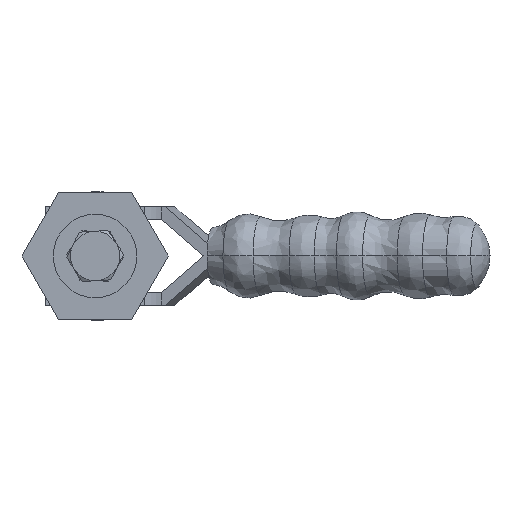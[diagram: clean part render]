
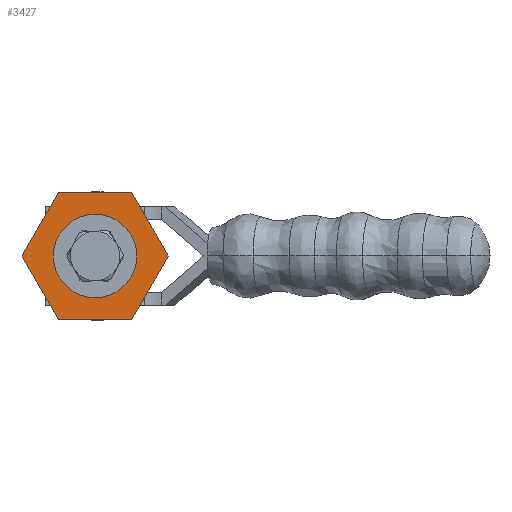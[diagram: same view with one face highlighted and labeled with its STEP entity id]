
A CAD part, left-side view. The second image highlights one B-rep face of the part: STEP entity #3427.
In plain terms, the highlighted planar face has unit normal (-1, 0, 0).
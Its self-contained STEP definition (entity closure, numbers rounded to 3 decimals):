
#39 = EDGE_LOOP ( 'NONE', ( #5209, #9271, #5705, #1604, #2685, #1347 ) ) ;
#229 = EDGE_CURVE ( 'NONE', #3743, #9811, #5387, .T. ) ;
#519 = VERTEX_POINT ( 'NONE', #2720 ) ;
#1296 = CIRCLE ( 'NONE', #2925, 13.5 ) ;
#1347 = ORIENTED_EDGE ( 'NONE', *, *, #229, .T. ) ;
#1424 = VECTOR ( 'NONE', #8717, 1000. ) ;
#1515 = DIRECTION ( 'NONE',  ( -1., 0., 0. ) ) ;
#1518 = EDGE_CURVE ( 'NONE', #9811, #519, #9168, .T. ) ;
#1569 = AXIS2_PLACEMENT_3D ( 'NONE', #7213, #2657, #7963 ) ;
#1604 = ORIENTED_EDGE ( 'NONE', *, *, #7961, .T. ) ;
#1638 = VECTOR ( 'NONE', #7956, 1000. ) ;
#1688 = CARTESIAN_POINT ( 'NONE',  ( -36.9, 0., 13.5 ) ) ;
#1800 = PLANE ( 'NONE',  #2710 ) ;
#1845 = EDGE_CURVE ( 'NONE', #6909, #5008, #2464, .T. ) ;
#1855 = EDGE_LOOP ( 'NONE', ( #7643, #2339 ) ) ;
#1879 = CARTESIAN_POINT ( 'NONE',  ( -36.9, 11.836, 20.5 ) ) ;
#2063 = CARTESIAN_POINT ( 'NONE',  ( -36.9, 11.836, -20.5 ) ) ;
#2300 = CARTESIAN_POINT ( 'NONE',  ( -36.9, -23.671, 0. ) ) ;
#2339 = ORIENTED_EDGE ( 'NONE', *, *, #1845, .F. ) ;
#2464 = CIRCLE ( 'NONE', #1569, 13.5 ) ;
#2619 = DIRECTION ( 'NONE',  ( -1., 0., 0. ) ) ;
#2657 = DIRECTION ( 'NONE',  ( -1., 0., 0. ) ) ;
#2685 = ORIENTED_EDGE ( 'NONE', *, *, #3327, .T. ) ;
#2710 = AXIS2_PLACEMENT_3D ( 'NONE', #7178, #2619, #7919 ) ;
#2720 = CARTESIAN_POINT ( 'NONE',  ( -36.9, -11.836, 20.5 ) ) ;
#2925 = AXIS2_PLACEMENT_3D ( 'NONE', #6039, #1515, #6821 ) ;
#3010 = CARTESIAN_POINT ( 'NONE',  ( -36.9, 23.671, 0. ) ) ;
#3327 = EDGE_CURVE ( 'NONE', #7618, #3743, #4271, .T. ) ;
#3416 = CARTESIAN_POINT ( 'NONE',  ( -36.9, 35.507, 20.5 ) ) ;
#3427 = ADVANCED_FACE ( 'NONE', ( #8415, #6375 ), #1800, .T. ) ;
#3441 = LINE ( 'NONE', #1879, #1424 ) ;
#3536 = DIRECTION ( 'NONE',  ( 0., -0.5, 0.866 ) ) ;
#3743 = VERTEX_POINT ( 'NONE', #5383 ) ;
#3756 = VECTOR ( 'NONE', #8788, 1000. ) ;
#4271 = LINE ( 'NONE', #9292, #8297 ) ;
#4487 = CARTESIAN_POINT ( 'NONE',  ( -36.9, 11.836, 20.5 ) ) ;
#4767 = DIRECTION ( 'NONE',  ( 0., -1., 0. ) ) ;
#4798 = CARTESIAN_POINT ( 'NONE',  ( -36.9, -11.836, -20.5 ) ) ;
#5008 = VERTEX_POINT ( 'NONE', #5987 ) ;
#5209 = ORIENTED_EDGE ( 'NONE', *, *, #1518, .T. ) ;
#5383 = CARTESIAN_POINT ( 'NONE',  ( -36.9, -11.836, -20.5 ) ) ;
#5387 = LINE ( 'NONE', #4798, #7171 ) ;
#5705 = ORIENTED_EDGE ( 'NONE', *, *, #9473, .T. ) ;
#5856 = EDGE_CURVE ( 'NONE', #5008, #6909, #1296, .T. ) ;
#5983 = LINE ( 'NONE', #8023, #3756 ) ;
#5987 = CARTESIAN_POINT ( 'NONE',  ( -36.9, 0., -13.5 ) ) ;
#6039 = CARTESIAN_POINT ( 'NONE',  ( -36.9, 0., 0. ) ) ;
#6375 = FACE_BOUND ( 'NONE', #1855, .T. ) ;
#6457 = CARTESIAN_POINT ( 'NONE',  ( -36.9, -23.671, 0. ) ) ;
#6744 = VERTEX_POINT ( 'NONE', #4487 ) ;
#6821 = DIRECTION ( 'NONE',  ( 0., 0., -1. ) ) ;
#6909 = VERTEX_POINT ( 'NONE', #1688 ) ;
#7154 = VECTOR ( 'NONE', #8753, 1000. ) ;
#7171 = VECTOR ( 'NONE', #3536, 1000. ) ;
#7178 = CARTESIAN_POINT ( 'NONE',  ( -36.9, 35.507, -20.5 ) ) ;
#7213 = CARTESIAN_POINT ( 'NONE',  ( -36.9, 0., 0. ) ) ;
#7510 = EDGE_CURVE ( 'NONE', #519, #6744, #9454, .T. ) ;
#7618 = VERTEX_POINT ( 'NONE', #2063 ) ;
#7643 = ORIENTED_EDGE ( 'NONE', *, *, #5856, .F. ) ;
#7919 = DIRECTION ( 'NONE',  ( 0., 0., 1. ) ) ;
#7956 = DIRECTION ( 'NONE',  ( 0., 1., 0. ) ) ;
#7961 = EDGE_CURVE ( 'NONE', #8220, #7618, #5983, .T. ) ;
#7963 = DIRECTION ( 'NONE',  ( 0., 0., -1. ) ) ;
#8023 = CARTESIAN_POINT ( 'NONE',  ( -36.9, 23.671, 0. ) ) ;
#8220 = VERTEX_POINT ( 'NONE', #3010 ) ;
#8297 = VECTOR ( 'NONE', #4767, 1000. ) ;
#8415 = FACE_OUTER_BOUND ( 'NONE', #39, .T. ) ;
#8717 = DIRECTION ( 'NONE',  ( 0., 0.5, -0.866 ) ) ;
#8753 = DIRECTION ( 'NONE',  ( 0., 0.5, 0.866 ) ) ;
#8788 = DIRECTION ( 'NONE',  ( 0., -0.5, -0.866 ) ) ;
#9168 = LINE ( 'NONE', #6457, #7154 ) ;
#9271 = ORIENTED_EDGE ( 'NONE', *, *, #7510, .T. ) ;
#9292 = CARTESIAN_POINT ( 'NONE',  ( -36.9, 35.507, -20.5 ) ) ;
#9454 = LINE ( 'NONE', #3416, #1638 ) ;
#9473 = EDGE_CURVE ( 'NONE', #6744, #8220, #3441, .T. ) ;
#9811 = VERTEX_POINT ( 'NONE', #2300 ) ;
